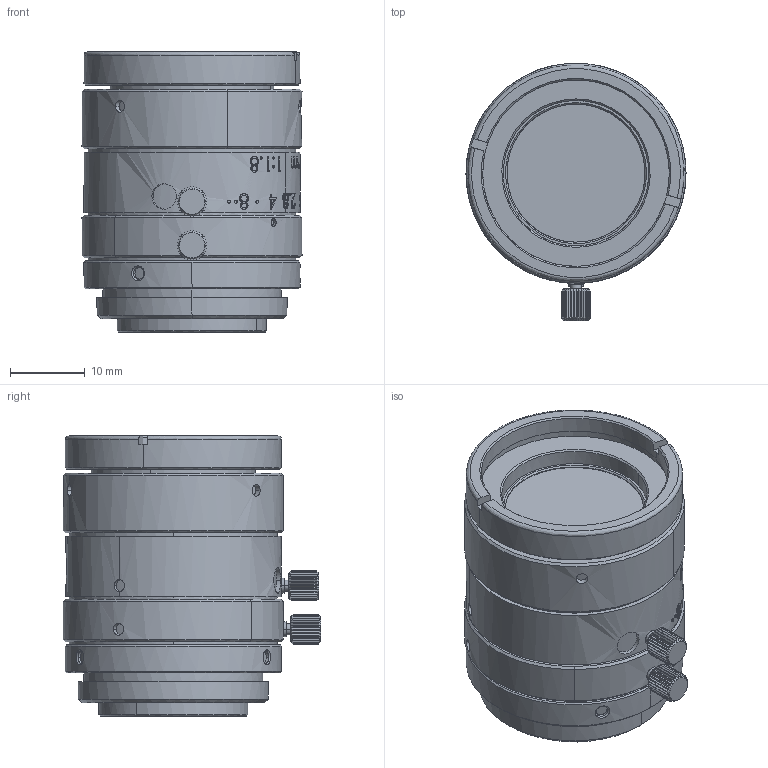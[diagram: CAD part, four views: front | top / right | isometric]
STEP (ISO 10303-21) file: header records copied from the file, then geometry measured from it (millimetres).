
FILE_DESCRIPTION (( 'STEP AP203' ), '1' );
FILE_NAME ('601002.STEP', '2020-12-30T16:46:28', ( '' ), ( '' ), 'SwSTEP 2.0', 'SolidWorks 2019', '' );
FILE_SCHEMA (( 'CONFIG_CONTROL_DESIGN' ));
Length unit declared in the file: millimetre
Products named in the file (1): 601002
Bounding box: 29.5 x 34.5 x 37.59 mm (x, y, z)
Volume: 19145.3 mm3; surface area: 8252.6 mm2
Topology: 1 solids, 1 shells, 635 faces, 1646 edges, 1081 vertices
Faces by surface type: bspline 635
Entity records: 39150 total; most frequent: CARTESIAN_POINT 29235, ORIENTED_EDGE 3292, EDGE_CURVE 1646, B_SPLINE_CURVE_WITH_KNOTS 1400, VERTEX_POINT 1081, EDGE_LOOP 703, FACE_OUTER_BOUND 635, ADVANCED_FACE 635
